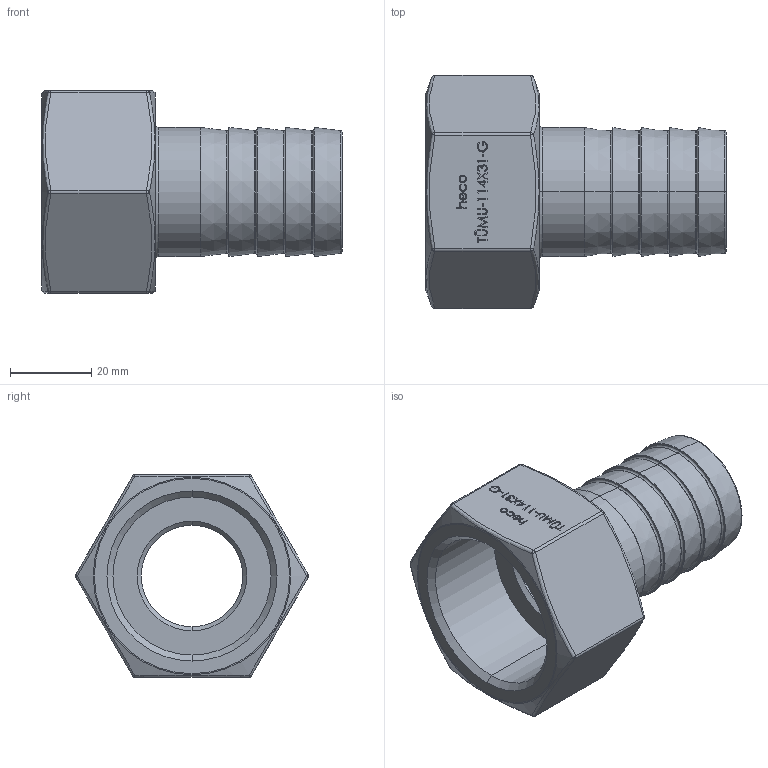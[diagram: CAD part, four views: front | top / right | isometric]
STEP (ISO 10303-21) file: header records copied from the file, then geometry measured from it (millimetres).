
FILE_DESCRIPTION (( 'STEP AP214' ), '1' );
FILE_NAME ('TÜMU-114X31-x Schlauchtülle mit Innengewinde.STEP', '2018-06-06T07:27:22', ( '' ), ( '' ), 'SwSTEP 2.0', 'SolidWorks 2016', '' );
FILE_SCHEMA (( 'AUTOMOTIVE_DESIGN' ));
Length unit declared in the file: millimetre
Products named in the file (1): TÜMU-114X31-x Schlauchtülle mit Innengewinde
Bounding box: 74 x 57.49 x 50 mm (x, y, z)
Volume: 43464.8 mm3; surface area: 19132.6 mm2
Topology: 1 solids, 1 shells, 306 faces, 762 edges, 478 vertices
Faces by surface type: plane 136, bspline 92, cone 28, torus 26, cylinder 12, sphere 12
Entity records: 15625 total; most frequent: CARTESIAN_POINT 6695, ORIENTED_EDGE 1508, DIRECTION 1124, EDGE_CURVE 754, VERTEX_POINT 474, VECTOR 438, LINE 438, AXIS2_PLACEMENT_3D 343
